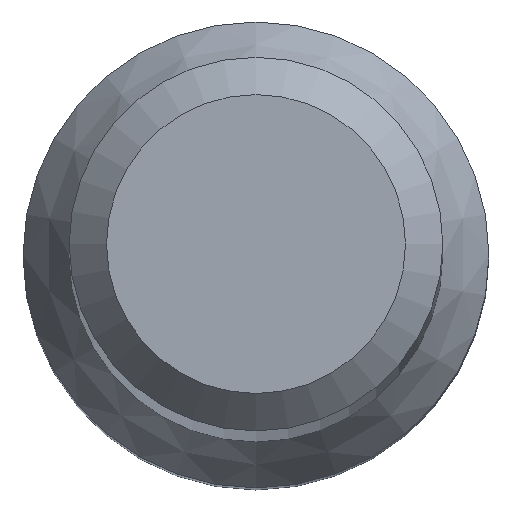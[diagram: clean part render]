
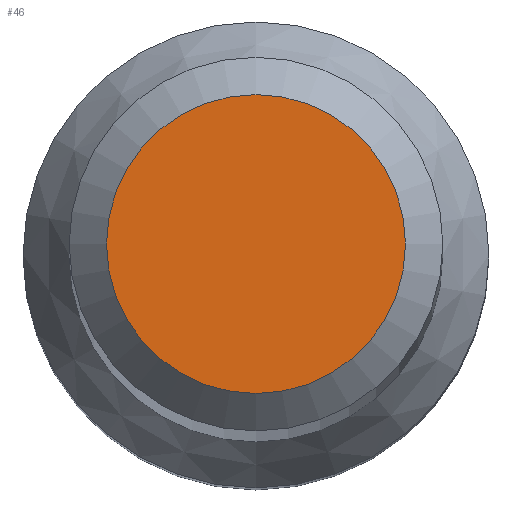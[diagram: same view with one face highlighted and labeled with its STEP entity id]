
A CAD part, top view. The second image highlights one B-rep face of the part: STEP entity #46.
In plain terms, the highlighted planar face has unit normal (0, 0, 1).
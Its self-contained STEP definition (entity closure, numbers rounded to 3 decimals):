
#15 = DIRECTION ( 'NONE',  ( 0., -1., 0. ) ) ;
#23 = AXIS2_PLACEMENT_3D ( 'NONE', #127, #36, #15 ) ;
#36 = DIRECTION ( 'NONE',  ( 0., 0., 1. ) ) ;
#46 = ADVANCED_FACE ( 'NONE', ( #195 ), #168, .T. ) ;
#51 = DIRECTION ( 'NONE',  ( 0., 1., 0. ) ) ;
#59 = CIRCLE ( 'NONE', #194, 1.6 ) ;
#66 = EDGE_LOOP ( 'NONE', ( #79 ) ) ;
#79 = ORIENTED_EDGE ( 'NONE', *, *, #218, .F. ) ;
#108 = CARTESIAN_POINT ( 'NONE',  ( 0., 1.6, 80. ) ) ;
#127 = CARTESIAN_POINT ( 'NONE',  ( 0., 0., 80. ) ) ;
#144 = CARTESIAN_POINT ( 'NONE',  ( 0., 0., 80. ) ) ;
#168 = PLANE ( 'NONE',  #23 ) ;
#171 = DIRECTION ( 'NONE',  ( 0., 0., -1. ) ) ;
#194 = AXIS2_PLACEMENT_3D ( 'NONE', #144, #171, #51 ) ;
#195 = FACE_OUTER_BOUND ( 'NONE', #66, .T. ) ;
#205 = VERTEX_POINT ( 'NONE', #108 ) ;
#218 = EDGE_CURVE ( 'NONE', #205, #205, #59, .T. ) ;
